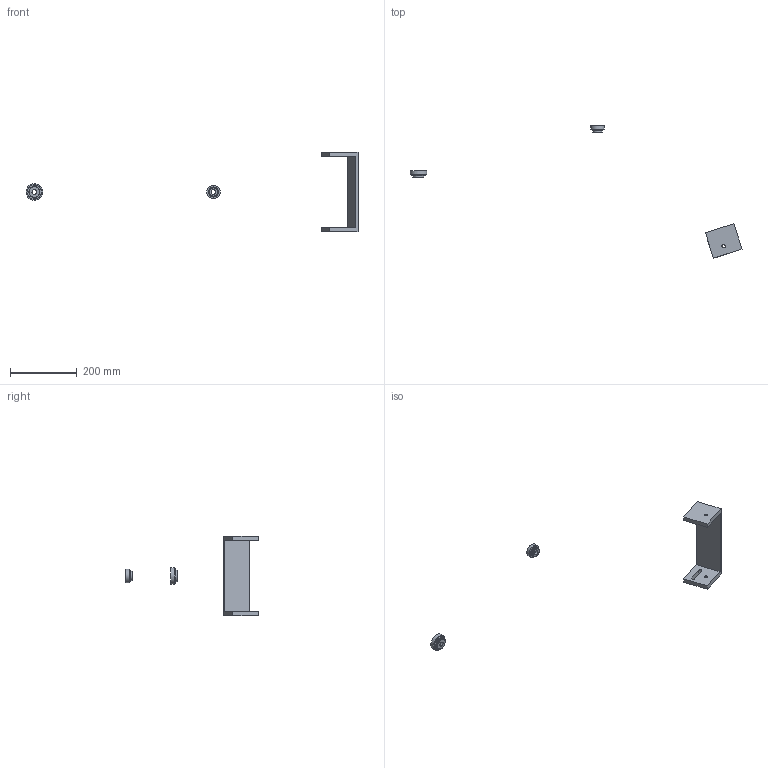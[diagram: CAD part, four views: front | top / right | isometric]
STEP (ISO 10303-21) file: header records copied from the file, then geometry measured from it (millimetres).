
FILE_DESCRIPTION(/* description */ ('STEP AP214'),/* implementation_level */ '2;1');
FILE_NAME(/* name */ '603549b1ecaad51544d11b6d',/* time_stamp */ '2021-02-23T18:30:10+00:00',/* author */ (''),/* organization */ (''),/* preprocessor_version */ 'ST-DEVELOPER v18.1',/* originating_system */ ' ',/* authorisation */ ' ');
FILE_SCHEMA (('AUTOMOTIVE_DESIGN {1 0 10303 214 3 1 1}'));
Length unit declared in the file: metre
Products named in the file (3): UPE 240; Cote HT S; ST_cone
Bounding box: 997.01 x 398.06 x 240 mm (x, y, z)
Volume: 336180.6 mm3; surface area: 86801.4 mm2
Topology: 3 solids, 3 shells, 36 faces, 80 edges, 54 vertices
Faces by surface type: plane 20, cylinder 12, cone 4
Full cylindrical faces by diameter (mm): 10 x2, 14 x2, 27.3 x1, 30.4 x1, 33.7 x1, 40 x1, 43.7 x1, 50 x1
Entity records: 986 total; most frequent: DIRECTION 166, CARTESIAN_POINT 147, ORIENTED_EDGE 120, AXIS2_PLACEMENT_3D 67, EDGE_LOOP 64, FACE_BOUND 64, EDGE_CURVE 60, VERTEX_POINT 48
